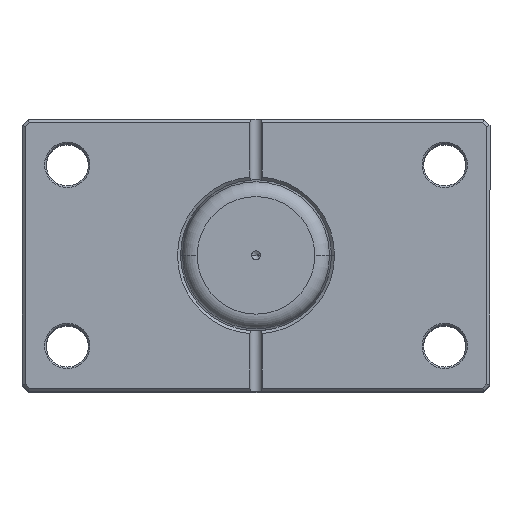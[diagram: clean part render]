
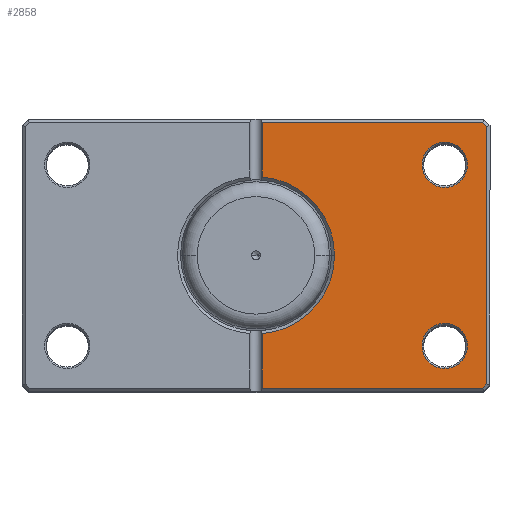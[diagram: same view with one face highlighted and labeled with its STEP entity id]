
A CAD part, top view. The second image highlights one B-rep face of the part: STEP entity #2858.
In plain terms, the highlighted face is planar.
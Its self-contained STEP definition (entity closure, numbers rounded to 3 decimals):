
#10 = VERTEX_POINT ( 'NONE', #429 ) ;
#163 = LINE ( 'NONE', #1905, #3914 ) ;
#172 = AXIS2_PLACEMENT_3D ( 'NONE', #1515, #4937, #2016 ) ;
#184 = EDGE_CURVE ( 'NONE', #608, #776, #941, .T. ) ;
#203 = CIRCLE ( 'NONE', #699, 7.5 ) ;
#205 = CARTESIAN_POINT ( 'NONE',  ( -76.5, 42.586, 0. ) ) ;
#226 = ORIENTED_EDGE ( 'NONE', *, *, #4628, .T. ) ;
#294 = AXIS2_PLACEMENT_3D ( 'NONE', #5007, #4947, #4925 ) ;
#313 = VECTOR ( 'NONE', #1180, 1000. ) ;
#347 = LINE ( 'NONE', #3869, #2962 ) ;
#362 = CARTESIAN_POINT ( 'NONE',  ( -62.5, 30., 0. ) ) ;
#426 = EDGE_LOOP ( 'NONE', ( #4863, #663 ) ) ;
#429 = CARTESIAN_POINT ( 'NONE',  ( -75.086, -44., 0. ) ) ;
#452 = DIRECTION ( 'NONE',  ( -0.707, 0.707, 0. ) ) ;
#470 = CIRCLE ( 'NONE', #4669, 26. ) ;
#496 = CIRCLE ( 'NONE', #885, 7.5 ) ;
#516 = CARTESIAN_POINT ( 'NONE',  ( -76.5, 0., 0. ) ) ;
#608 = VERTEX_POINT ( 'NONE', #650 ) ;
#650 = CARTESIAN_POINT ( 'NONE',  ( -55., 30., 0. ) ) ;
#658 = CARTESIAN_POINT ( 'NONE',  ( -75.086, 44., 0. ) ) ;
#663 = ORIENTED_EDGE ( 'NONE', *, *, #184, .T. ) ;
#673 = CARTESIAN_POINT ( 'NONE',  ( -62.5, -30., 0. ) ) ;
#678 = EDGE_CURVE ( 'NONE', #3024, #4553, #2945, .T. ) ;
#699 = AXIS2_PLACEMENT_3D ( 'NONE', #362, #3780, #836 ) ;
#724 = EDGE_CURVE ( 'NONE', #4913, #3024, #163, .T. ) ;
#776 = VERTEX_POINT ( 'NONE', #2459 ) ;
#836 = DIRECTION ( 'NONE',  ( 1., 0., 0. ) ) ;
#885 = AXIS2_PLACEMENT_3D ( 'NONE', #1163, #4592, #1653 ) ;
#941 = CIRCLE ( 'NONE', #172, 7.5 ) ;
#976 = AXIS2_PLACEMENT_3D ( 'NONE', #2356, #3069, #3028 ) ;
#1034 = LINE ( 'NONE', #3748, #6199 ) ;
#1102 = DIRECTION ( 'NONE',  ( 0., -1., 0. ) ) ;
#1163 = CARTESIAN_POINT ( 'NONE',  ( -62.5, -30., 0. ) ) ;
#1172 = DIRECTION ( 'NONE',  ( 1., 0., 0. ) ) ;
#1180 = DIRECTION ( 'NONE',  ( 0., 1., 0. ) ) ;
#1193 = CARTESIAN_POINT ( 'NONE',  ( 0., 44., 0. ) ) ;
#1251 = ORIENTED_EDGE ( 'NONE', *, *, #5924, .T. ) ;
#1312 = DIRECTION ( 'NONE',  ( 0., -1., 0. ) ) ;
#1400 = LINE ( 'NONE', #1193, #5131 ) ;
#1461 = EDGE_CURVE ( 'NONE', #2477, #3010, #3978, .T. ) ;
#1515 = CARTESIAN_POINT ( 'NONE',  ( -62.5, 30., 0. ) ) ;
#1610 = LINE ( 'NONE', #516, #313 ) ;
#1623 = DIRECTION ( 'NONE',  ( 0.707, 0.707, 0. ) ) ;
#1643 = EDGE_CURVE ( 'NONE', #4239, #4248, #1610, .T. ) ;
#1653 = DIRECTION ( 'NONE',  ( 1., 0., 0. ) ) ;
#1875 = CARTESIAN_POINT ( 'NONE',  ( -2., 45., 0. ) ) ;
#1905 = CARTESIAN_POINT ( 'NONE',  ( -2., 45., 0. ) ) ;
#1963 = CARTESIAN_POINT ( 'NONE',  ( -26., 0., 0. ) ) ;
#1992 = FACE_OUTER_BOUND ( 'NONE', #2650, .T. ) ;
#2016 = DIRECTION ( 'NONE',  ( 1., 0., 0. ) ) ;
#2151 = CARTESIAN_POINT ( 'NONE',  ( -70., -30., 0. ) ) ;
#2302 = FACE_BOUND ( 'NONE', #426, .T. ) ;
#2356 = CARTESIAN_POINT ( 'NONE',  ( 0., 0., 0. ) ) ;
#2459 = CARTESIAN_POINT ( 'NONE',  ( -70., 30., 0. ) ) ;
#2477 = VERTEX_POINT ( 'NONE', #2544 ) ;
#2509 = AXIS2_PLACEMENT_3D ( 'NONE', #673, #4101, #1172 ) ;
#2544 = CARTESIAN_POINT ( 'NONE',  ( -2., -25.923, 0. ) ) ;
#2650 = EDGE_LOOP ( 'NONE', ( #6117, #4081, #1251, #5884, #226, #5393, #3550, #4494, #3178 ) ) ;
#2693 = VECTOR ( 'NONE', #1312, 1000. ) ;
#2716 = DIRECTION ( 'NONE',  ( -1., 0., 0. ) ) ;
#2720 = CARTESIAN_POINT ( 'NONE',  ( -2., -44., 0. ) ) ;
#2858 = ADVANCED_FACE ( 'NONE', ( #5843, #2302, #1992 ), #5865, .F. ) ;
#2906 = DIRECTION ( 'NONE',  ( 0., 0., 1. ) ) ;
#2945 = CIRCLE ( 'NONE', #976, 26. ) ;
#2962 = VECTOR ( 'NONE', #452, 1000. ) ;
#3010 = VERTEX_POINT ( 'NONE', #2720 ) ;
#3024 = VERTEX_POINT ( 'NONE', #4044 ) ;
#3028 = DIRECTION ( 'NONE',  ( 1., 0., 0. ) ) ;
#3069 = DIRECTION ( 'NONE',  ( 0., 0., 1. ) ) ;
#3087 = ORIENTED_EDGE ( 'NONE', *, *, #5614, .T. ) ;
#3148 = DIRECTION ( 'NONE',  ( 1., 0., 0. ) ) ;
#3178 = ORIENTED_EDGE ( 'NONE', *, *, #5333, .T. ) ;
#3428 = EDGE_CURVE ( 'NONE', #776, #608, #203, .T. ) ;
#3464 = VERTEX_POINT ( 'NONE', #5271 ) ;
#3487 = LINE ( 'NONE', #5041, #4940 ) ;
#3550 = ORIENTED_EDGE ( 'NONE', *, *, #1643, .T. ) ;
#3748 = CARTESIAN_POINT ( 'NONE',  ( 0., -44., 0. ) ) ;
#3780 = DIRECTION ( 'NONE',  ( 0., 0., 1. ) ) ;
#3869 = CARTESIAN_POINT ( 'NONE',  ( -59.543, -59.543, 0. ) ) ;
#3914 = VECTOR ( 'NONE', #1102, 1000. ) ;
#3978 = LINE ( 'NONE', #1875, #2693 ) ;
#4044 = CARTESIAN_POINT ( 'NONE',  ( -2., 25.923, 0. ) ) ;
#4081 = ORIENTED_EDGE ( 'NONE', *, *, #678, .T. ) ;
#4101 = DIRECTION ( 'NONE',  ( 0., 0., 1. ) ) ;
#4130 = CARTESIAN_POINT ( 'NONE',  ( -76.5, -42.586, 0. ) ) ;
#4142 = EDGE_CURVE ( 'NONE', #4248, #5589, #3487, .T. ) ;
#4239 = VERTEX_POINT ( 'NONE', #4130 ) ;
#4248 = VERTEX_POINT ( 'NONE', #205 ) ;
#4494 = ORIENTED_EDGE ( 'NONE', *, *, #4142, .T. ) ;
#4512 = EDGE_CURVE ( 'NONE', #10, #4239, #347, .T. ) ;
#4553 = VERTEX_POINT ( 'NONE', #1963 ) ;
#4592 = DIRECTION ( 'NONE',  ( 0., 0., 1. ) ) ;
#4628 = EDGE_CURVE ( 'NONE', #3010, #10, #1034, .T. ) ;
#4669 = AXIS2_PLACEMENT_3D ( 'NONE', #5777, #2906, #6275 ) ;
#4857 = EDGE_LOOP ( 'NONE', ( #3087, #5463 ) ) ;
#4863 = ORIENTED_EDGE ( 'NONE', *, *, #3428, .T. ) ;
#4913 = VERTEX_POINT ( 'NONE', #5481 ) ;
#4925 = DIRECTION ( 'NONE',  ( 1., 0., 0. ) ) ;
#4937 = DIRECTION ( 'NONE',  ( 0., 0., 1. ) ) ;
#4939 = EDGE_CURVE ( 'NONE', #3464, #4954, #496, .T. ) ;
#4940 = VECTOR ( 'NONE', #1623, 1000. ) ;
#4947 = DIRECTION ( 'NONE',  ( 0., 0., 1. ) ) ;
#4954 = VERTEX_POINT ( 'NONE', #2151 ) ;
#5007 = CARTESIAN_POINT ( 'NONE',  ( 0., 0., 0. ) ) ;
#5041 = CARTESIAN_POINT ( 'NONE',  ( -59.543, 59.543, 0. ) ) ;
#5131 = VECTOR ( 'NONE', #3148, 1000. ) ;
#5271 = CARTESIAN_POINT ( 'NONE',  ( -55., -30., 0. ) ) ;
#5333 = EDGE_CURVE ( 'NONE', #5589, #4913, #1400, .T. ) ;
#5393 = ORIENTED_EDGE ( 'NONE', *, *, #4512, .T. ) ;
#5463 = ORIENTED_EDGE ( 'NONE', *, *, #4939, .T. ) ;
#5481 = CARTESIAN_POINT ( 'NONE',  ( -2., 44., 0. ) ) ;
#5589 = VERTEX_POINT ( 'NONE', #658 ) ;
#5614 = EDGE_CURVE ( 'NONE', #4954, #3464, #6029, .T. ) ;
#5777 = CARTESIAN_POINT ( 'NONE',  ( 0., 0., 0. ) ) ;
#5843 = FACE_BOUND ( 'NONE', #4857, .T. ) ;
#5865 = PLANE ( 'NONE',  #294 ) ;
#5884 = ORIENTED_EDGE ( 'NONE', *, *, #1461, .T. ) ;
#5924 = EDGE_CURVE ( 'NONE', #4553, #2477, #470, .T. ) ;
#6029 = CIRCLE ( 'NONE', #2509, 7.5 ) ;
#6117 = ORIENTED_EDGE ( 'NONE', *, *, #724, .T. ) ;
#6199 = VECTOR ( 'NONE', #2716, 1000. ) ;
#6275 = DIRECTION ( 'NONE',  ( 1., 0., 0. ) ) ;
